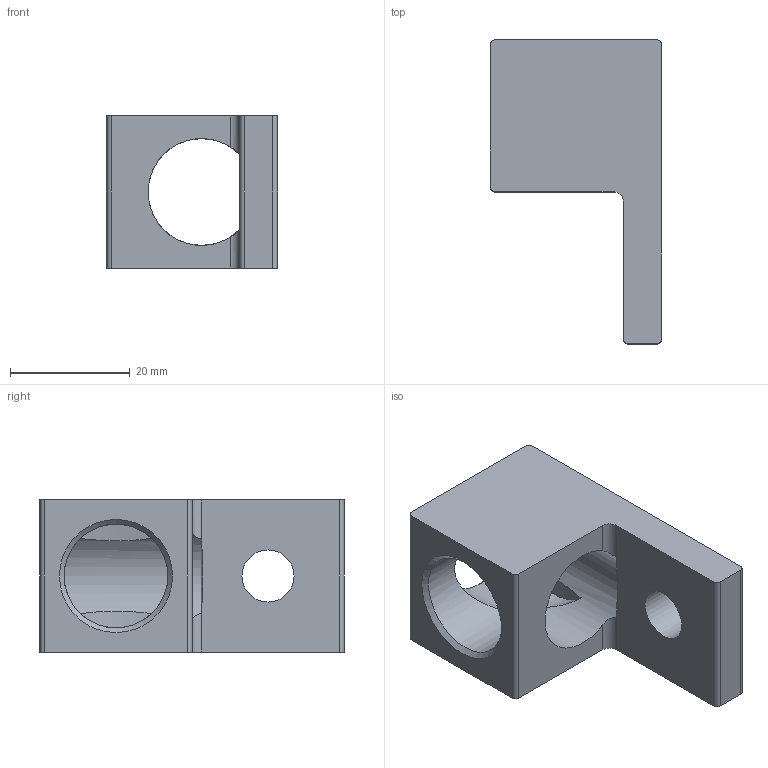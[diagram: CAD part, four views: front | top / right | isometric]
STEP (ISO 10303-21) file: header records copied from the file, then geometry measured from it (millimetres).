
FILE_DESCRIPTION((''),'2;1');
FILE_NAME('S350(Web).stp','2013-05-03T09:02:21',('cridley'),(''),'Autodesk Inventor 2011','Autodesk Inventor 2011','');
FILE_SCHEMA(('AUTOMOTIVE_DESIGN { 1 0 10303 214 1 1 1 1 }'));
Length unit declared in the file: inch
Products named in the file (1): S350
Bounding box: 28.57 x 50.8 x 25.4 mm (x, y, z)
Volume: 13697.6 mm3; surface area: 6756.4 mm2
Topology: 1 solids, 1 shells, 25 faces, 63 edges, 41 vertices
Faces by surface type: cylinder 12, plane 8, cone 5
Full cylindrical faces by diameter (mm): 8.712 x1, 17.323 x1, 17.856 x1
Entity records: 869 total; most frequent: CARTESIAN_POINT 255, DIRECTION 122, ORIENTED_EDGE 112, EDGE_CURVE 56, AXIS2_PLACEMENT_3D 48, VERTEX_POINT 39, EDGE_LOOP 37, VECTOR 26
